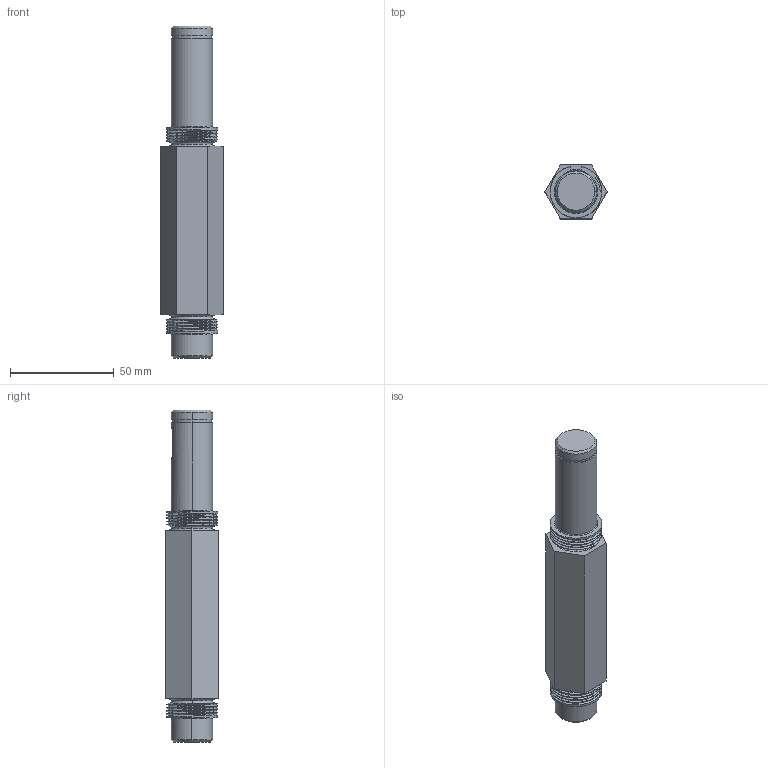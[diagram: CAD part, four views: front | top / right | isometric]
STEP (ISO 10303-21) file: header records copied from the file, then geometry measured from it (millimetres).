
FILE_DESCRIPTION (( 'STEP AP203' ), '1' );
FILE_NAME ('GROG01001-A-ACIER-AXE BROYEUR D20.STEP', '2024-06-18T10:35:23', ( '' ), ( '' ), 'SwSTEP 2.0', 'SolidWorks 2021', '' );
FILE_SCHEMA (( 'CONFIG_CONTROL_DESIGN' ));
Length unit declared in the file: millimetre
Products named in the file (1): GROG01001-A-ACIER-AXE BROYEUR D20
Bounding box: 30.02 x 26 x 160.3 mm (x, y, z)
Volume: 73645.4 mm3; surface area: 15138.3 mm2
Topology: 1 solids, 1 shells, 125 faces, 330 edges, 211 vertices
Faces by surface type: cylinder 42, bspline 36, plane 27, torus 14, cone 6
Entity records: 11584 total; most frequent: CARTESIAN_POINT 8885, ORIENTED_EDGE 656, DIRECTION 426, EDGE_CURVE 328, VERTEX_POINT 211, AXIS2_PLACEMENT_3D 163, EDGE_LOOP 131, ADVANCED_FACE 125
